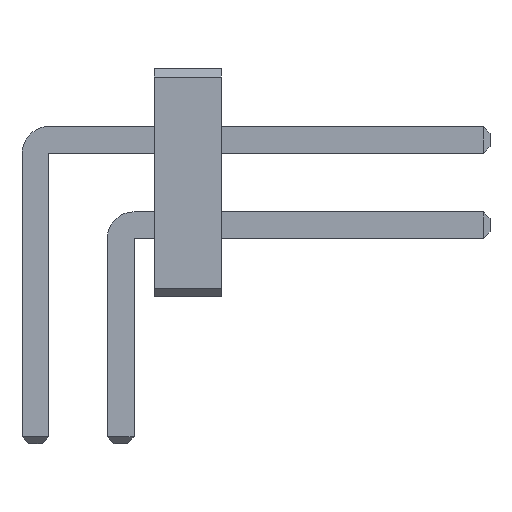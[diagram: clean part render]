
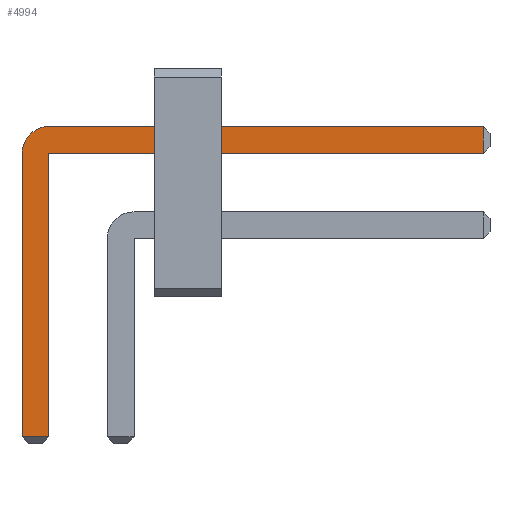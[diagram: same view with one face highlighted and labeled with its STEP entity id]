
A CAD part, front view. The second image highlights one B-rep face of the part: STEP entity #4994.
In plain terms, the highlighted planar face has unit normal (0, -1, 0).
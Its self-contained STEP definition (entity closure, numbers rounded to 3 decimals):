
#13=DIRECTION('',(0.,0.,1.));
#2266=VECTOR('',#13,1.);
#4796=VECTOR('',#4797,1.);
#4797=DIRECTION('',(1.,0.,0.));
#4803=VECTOR('',#4804,1.);
#4804=DIRECTION('',(0.,0.,-1.));
#4811=VECTOR('',#4812,1.);
#4812=DIRECTION('',(-1.,0.,0.));
#4833=DIRECTION('',(-0.,1.,0.));
#4837=DIRECTION('',(0.,1.,0.));
#4838=DIRECTION('',(0.,0.,1.));
#4845=VERTEX_POINT('',#4846);
#4846=CARTESIAN_POINT('',(0.2,-48.46,2.535));
#4848=ORIENTED_EDGE('',*,*,#4849,.T.);
#4849=EDGE_CURVE('',#4845,#4850,#4852,.T.);
#4850=VERTEX_POINT('',#4851);
#4851=CARTESIAN_POINT('',(6.67,-48.46,2.535));
#4852=LINE('',#4853,#4796);
#4853=CARTESIAN_POINT('',(-0.2,-48.46,2.535));
#4890=EDGE_CURVE('',#4891,#4845,#4893,.T.);
#4891=VERTEX_POINT('',#4892);
#4892=CARTESIAN_POINT('',(-0.2,-48.46,2.135));
#4893=CIRCLE('',#4894,0.4);
#4894=AXIS2_PLACEMENT_3D('',#4895,#4833,#4804);
#4895=CARTESIAN_POINT('',(0.2,-48.46,2.135));
#4907=VERTEX_POINT('',#4908);
#4908=CARTESIAN_POINT('',(6.67,-48.46,2.135));
#4910=ORIENTED_EDGE('',*,*,#4911,.T.);
#4911=EDGE_CURVE('',#4907,#4912,#4913,.T.);
#4912=VERTEX_POINT('',#4895);
#4913=LINE('',#4914,#4811);
#4914=CARTESIAN_POINT('',(6.77,-48.46,2.135));
#4926=VERTEX_POINT('',#4927);
#4927=CARTESIAN_POINT('',(-0.2,-48.46,-2.085));
#4929=ORIENTED_EDGE('',*,*,#4930,.T.);
#4930=EDGE_CURVE('',#4926,#4891,#4931,.T.);
#4931=LINE('',#4932,#2266);
#4932=CARTESIAN_POINT('',(-0.2,-48.46,-2.185));
#4940=ORIENTED_EDGE('',*,*,#4941,.T.);
#4941=EDGE_CURVE('',#4912,#4942,#4944,.T.);
#4942=VERTEX_POINT('',#4943);
#4943=CARTESIAN_POINT('',(0.2,-48.46,-2.085));
#4944=LINE('',#4895,#4803);
#4994=ADVANCED_FACE('',(#4995),#5004,.F.);
#4995=FACE_BOUND('',#4996,.F.);
#4996=EDGE_LOOP('',(#4848,#4997,#4910,#4940,#5000,#4929,#5003));
#4997=ORIENTED_EDGE('',*,*,#4998,.T.);
#4998=EDGE_CURVE('',#4850,#4907,#4999,.T.);
#4999=LINE('',#4851,#4803);
#5000=ORIENTED_EDGE('',*,*,#5001,.T.);
#5001=EDGE_CURVE('',#4942,#4926,#5002,.T.);
#5002=LINE('',#4943,#4811);
#5003=ORIENTED_EDGE('',*,*,#4890,.T.);
#5004=PLANE('',#5005);
#5005=AXIS2_PLACEMENT_3D('',#5006,#4837,#4838);
#5006=CARTESIAN_POINT('',(2.071,-48.46,1.389));
